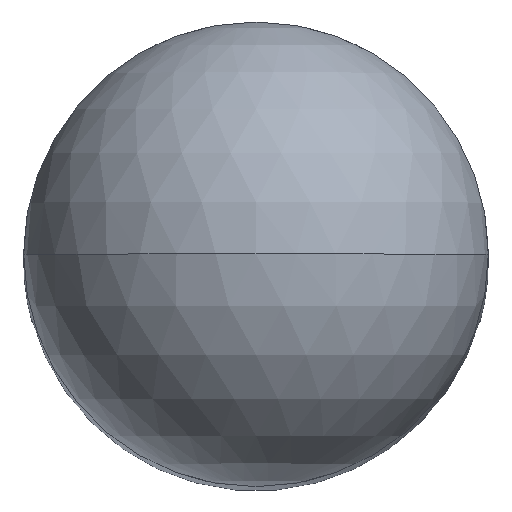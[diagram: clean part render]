
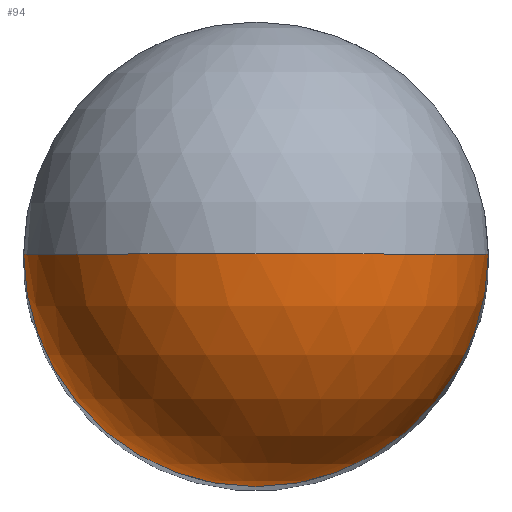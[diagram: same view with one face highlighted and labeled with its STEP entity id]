
A CAD part, top view. The second image highlights one B-rep face of the part: STEP entity #94.
In plain terms, the highlighted spherical face has radius 0.19 mm.
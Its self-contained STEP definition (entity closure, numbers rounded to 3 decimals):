
#1 = FACE_OUTER_BOUND ( 'NONE', #302, .T. ) ;
#2 = ORIENTED_EDGE ( 'NONE', *, *, #297, .F. ) ;
#17 = CIRCLE ( 'NONE', #51, 0.19 ) ;
#22 = DIRECTION ( 'NONE',  ( -1., 0., 0. ) ) ;
#27 = CARTESIAN_POINT ( 'NONE',  ( 0.19, 0., -0.19 ) ) ;
#35 = VERTEX_POINT ( 'NONE', #187 ) ;
#43 = CARTESIAN_POINT ( 'NONE',  ( 0., 0., -0.19 ) ) ;
#45 = VERTEX_POINT ( 'NONE', #46 ) ;
#46 = CARTESIAN_POINT ( 'NONE',  ( 0., 0., 0. ) ) ;
#51 = AXIS2_PLACEMENT_3D ( 'NONE', #103, #299, #58 ) ;
#54 = ORIENTED_EDGE ( 'NONE', *, *, #237, .F. ) ;
#58 = DIRECTION ( 'NONE',  ( 1., 0., 0. ) ) ;
#79 = VERTEX_POINT ( 'NONE', #27 ) ;
#94 = ADVANCED_FACE ( 'NONE', ( #1 ), #95, .T. ) ;
#95 = SPHERICAL_SURFACE ( 'NONE', #224, 0.19 ) ;
#103 = CARTESIAN_POINT ( 'NONE',  ( 0., 0., -0.19 ) ) ;
#110 = ORIENTED_EDGE ( 'NONE', *, *, #157, .T. ) ;
#122 = CIRCLE ( 'NONE', #215, 0.19 ) ;
#130 = AXIS2_PLACEMENT_3D ( 'NONE', #43, #273, #22 ) ;
#145 = CARTESIAN_POINT ( 'NONE',  ( 0., 0., -0.19 ) ) ;
#157 = EDGE_CURVE ( 'NONE', #79, #45, #122, .T. ) ;
#158 = CIRCLE ( 'NONE', #130, 0.19 ) ;
#177 = DIRECTION ( 'NONE',  ( 0., 0., -1. ) ) ;
#184 = CARTESIAN_POINT ( 'NONE',  ( 0., 0., -0.19 ) ) ;
#187 = CARTESIAN_POINT ( 'NONE',  ( -0.19, 0., -0.19 ) ) ;
#209 = DIRECTION ( 'NONE',  ( 0., 1., 0. ) ) ;
#215 = AXIS2_PLACEMENT_3D ( 'NONE', #145, #271, #177 ) ;
#224 = AXIS2_PLACEMENT_3D ( 'NONE', #184, #209, #280 ) ;
#237 = EDGE_CURVE ( 'NONE', #79, #35, #17, .T. ) ;
#271 = DIRECTION ( 'NONE',  ( 0., -1., 0. ) ) ;
#273 = DIRECTION ( 'NONE',  ( 0., 1., 0. ) ) ;
#280 = DIRECTION ( 'NONE',  ( 1., 0., 0. ) ) ;
#297 = EDGE_CURVE ( 'NONE', #35, #45, #158, .T. ) ;
#299 = DIRECTION ( 'NONE',  ( 0., 0., -1. ) ) ;
#302 = EDGE_LOOP ( 'NONE', ( #2, #54, #110 ) ) ;
